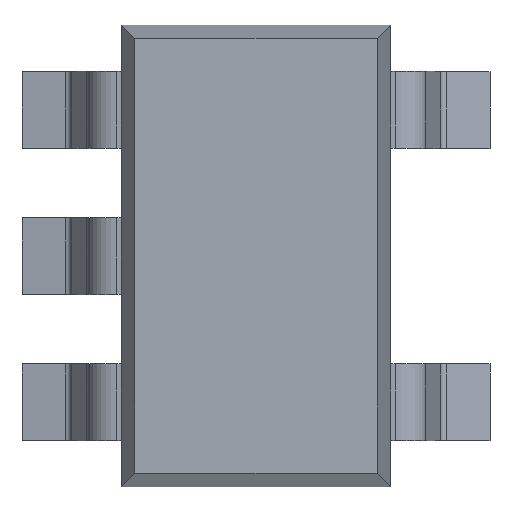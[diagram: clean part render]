
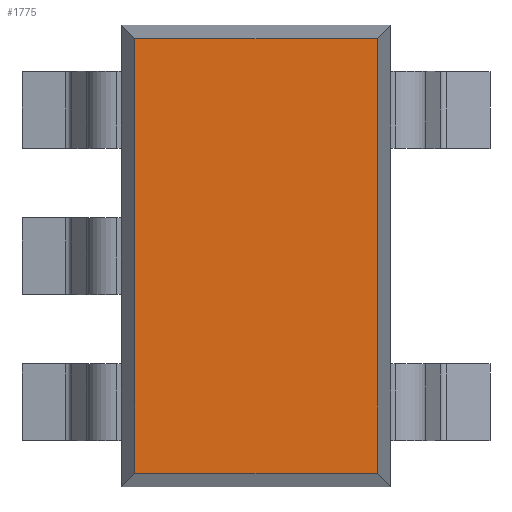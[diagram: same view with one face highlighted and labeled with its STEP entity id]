
A CAD part, top view. The second image highlights one B-rep face of the part: STEP entity #1775.
In plain terms, the highlighted planar face has unit normal (0, 0, 1).
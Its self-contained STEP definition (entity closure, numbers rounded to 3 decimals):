
#644 = VERTEX_POINT('',#645);
#645 = CARTESIAN_POINT('',(-0.787,1.412,1.45));
#653 = VERTEX_POINT('',#654);
#654 = CARTESIAN_POINT('',(0.787,1.412,1.45));
#660 = EDGE_CURVE('',#644,#653,#661,.T.);
#661 = LINE('',#662,#663);
#662 = CARTESIAN_POINT('',(-0.875,1.412,1.45));
#663 = VECTOR('',#664,1.);
#664 = DIRECTION('',(1.,0.,0.));
#698 = VERTEX_POINT('',#699);
#699 = CARTESIAN_POINT('',(-0.787,-1.412,1.45));
#705 = EDGE_CURVE('',#644,#698,#706,.T.);
#706 = LINE('',#707,#708);
#707 = CARTESIAN_POINT('',(-0.787,1.5,1.45));
#708 = VECTOR('',#709,1.);
#709 = DIRECTION('',(0.,-1.,0.));
#1325 = VERTEX_POINT('',#1326);
#1326 = CARTESIAN_POINT('',(0.787,-1.412,1.45));
#1332 = EDGE_CURVE('',#698,#1325,#1333,.T.);
#1333 = LINE('',#1334,#1335);
#1334 = CARTESIAN_POINT('',(-0.875,-1.412,1.45));
#1335 = VECTOR('',#1336,1.);
#1336 = DIRECTION('',(1.,0.,0.));
#1439 = EDGE_CURVE('',#653,#1325,#1440,.T.);
#1440 = LINE('',#1441,#1442);
#1441 = CARTESIAN_POINT('',(0.787,1.5,1.45));
#1442 = VECTOR('',#1443,1.);
#1443 = DIRECTION('',(0.,-1.,0.));
#1775 = ADVANCED_FACE('',(#1776),#1782,.T.);
#1776 = FACE_BOUND('',#1777,.T.);
#1777 = EDGE_LOOP('',(#1778,#1779,#1780,#1781));
#1778 = ORIENTED_EDGE('',*,*,#660,.F.);
#1779 = ORIENTED_EDGE('',*,*,#705,.T.);
#1780 = ORIENTED_EDGE('',*,*,#1332,.T.);
#1781 = ORIENTED_EDGE('',*,*,#1439,.F.);
#1782 = PLANE('',#1783);
#1783 = AXIS2_PLACEMENT_3D('',#1784,#1785,#1786);
#1784 = CARTESIAN_POINT('',(-0.787,1.5,1.45));
#1785 = DIRECTION('',(0.,0.,1.));
#1786 = DIRECTION('',(1.,0.,0.));
